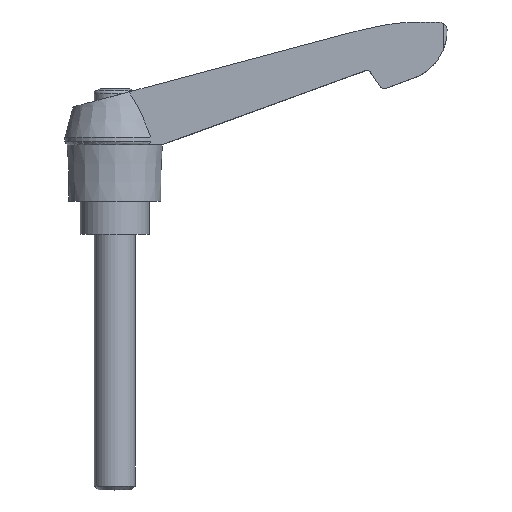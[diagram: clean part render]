
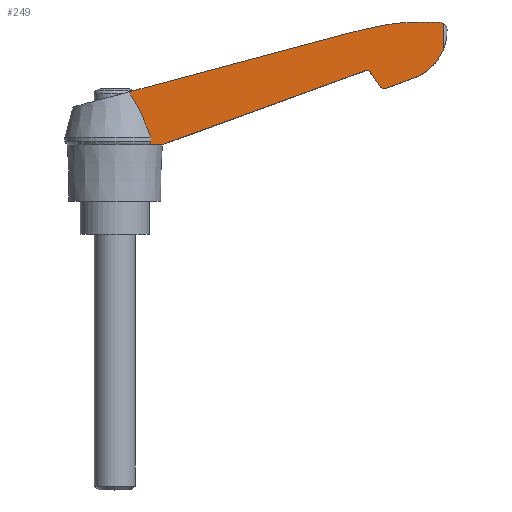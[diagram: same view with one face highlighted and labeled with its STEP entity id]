
A CAD part, top view. The second image highlights one B-rep face of the part: STEP entity #249.
In plain terms, the highlighted planar face has unit normal (0.034, 0, 0.999).
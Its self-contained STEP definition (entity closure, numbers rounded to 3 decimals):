
#249 = ADVANCED_FACE( '', ( #513 ), #514, .F. );
#513 = FACE_OUTER_BOUND( '', #779, .T. );
#514 = PLANE( '', #780 );
#779 = EDGE_LOOP( '', ( #1466, #1467, #1468, #1469, #1470, #1471, #1472, #1473, #1474, #1475, #1476, #1477, #1478, #1479, #1480, #1481 ) );
#780 = AXIS2_PLACEMENT_3D( '', #1482, #1483, #1484 );
#1466 = ORIENTED_EDGE( '', *, *, #1804, .F. );
#1467 = ORIENTED_EDGE( '', *, *, #1652, .T. );
#1468 = ORIENTED_EDGE( '', *, *, #1821, .F. );
#1469 = ORIENTED_EDGE( '', *, *, #1683, .F. );
#1470 = ORIENTED_EDGE( '', *, *, #1644, .T. );
#1471 = ORIENTED_EDGE( '', *, *, #1794, .F. );
#1472 = ORIENTED_EDGE( '', *, *, #1796, .F. );
#1473 = ORIENTED_EDGE( '', *, *, #1668, .F. );
#1474 = ORIENTED_EDGE( '', *, *, #1834, .F. );
#1475 = ORIENTED_EDGE( '', *, *, #1690, .F. );
#1476 = ORIENTED_EDGE( '', *, *, #1826, .F. );
#1477 = ORIENTED_EDGE( '', *, *, #1687, .F. );
#1478 = ORIENTED_EDGE( '', *, *, #1729, .F. );
#1479 = ORIENTED_EDGE( '', *, *, #1865, .F. );
#1480 = ORIENTED_EDGE( '', *, *, #1705, .F. );
#1481 = ORIENTED_EDGE( '', *, *, #1819, .F. );
#1482 = CARTESIAN_POINT( '', ( 0., 46.5, 6.943 ) );
#1483 = DIRECTION( '', ( -0.034, 0., -0.999 ) );
#1484 = DIRECTION( '', ( -0.999, 0., 0.034 ) );
#1644 = EDGE_CURVE( '', #1997, #1995, #1998, .T. );
#1652 = EDGE_CURVE( '', #2010, #2011, #2012, .T. );
#1668 = EDGE_CURVE( '', #2036, #2038, #2039, .T. );
#1683 = EDGE_CURVE( '', #1997, #2059, #2062, .T. );
#1687 = EDGE_CURVE( '', #2066, #2064, #2068, .T. );
#1690 = EDGE_CURVE( '', #2070, #2073, #2074, .T. );
#1705 = EDGE_CURVE( '', #2097, #2098, #2099, .T. );
#1729 = EDGE_CURVE( '', #2130, #2066, #2132, .T. );
#1794 = EDGE_CURVE( '', #2224, #1995, #2226, .T. );
#1796 = EDGE_CURVE( '', #2038, #2224, #2228, .T. );
#1804 = EDGE_CURVE( '', #2010, #2236, #2237, .T. );
#1819 = EDGE_CURVE( '', #2236, #2097, #2254, .T. );
#1821 = EDGE_CURVE( '', #2059, #2011, #2256, .T. );
#1826 = EDGE_CURVE( '', #2064, #2070, #2261, .T. );
#1834 = EDGE_CURVE( '', #2073, #2036, #2273, .T. );
#1865 = EDGE_CURVE( '', #2098, #2130, #2309, .T. );
#1995 = VERTEX_POINT( '', #2491 );
#1997 = VERTEX_POINT( '', #2494 );
#1998 = ELLIPSE( '', #2495, 0.7, 0.7 );
#2010 = VERTEX_POINT( '', #2512 );
#2011 = VERTEX_POINT( '', #2513 );
#2012 = B_SPLINE_CURVE_WITH_KNOTS( '', 3, ( #2514, #2515, #2516, #2517, #2518, #2519 ), .UNSPECIFIED., .F., .F., ( 4, 2, 4 ), ( 0., 0.001, 0.001 ), .UNSPECIFIED. );
#2036 = VERTEX_POINT( '', #2552 );
#2038 = VERTEX_POINT( '', #2555 );
#2039 = LINE( '', #2556, #2557 );
#2059 = VERTEX_POINT( '', #2584 );
#2062 = LINE( '', #2589, #2590 );
#2064 = VERTEX_POINT( '', #2592 );
#2066 = VERTEX_POINT( '', #2595 );
#2068 = ELLIPSE( '', #2598, 35.02, 35. );
#2070 = VERTEX_POINT( '', #2600 );
#2073 = VERTEX_POINT( '', #2612 );
#2074 = LINE( '', #2613, #2614 );
#2097 = VERTEX_POINT( '', #2663 );
#2098 = VERTEX_POINT( '', #2664 );
#2099 = LINE( '', #2665, #2666 );
#2130 = VERTEX_POINT( '', #2726 );
#2132 = ELLIPSE( '', #2729, 35.02, 35. );
#2224 = VERTEX_POINT( '', #2880 );
#2226 = LINE( '', #2883, #2884 );
#2228 = ELLIPSE( '', #2886, 1.001, 1. );
#2236 = VERTEX_POINT( '', #2897 );
#2237 = LINE( '', #2898, #2899 );
#2254 = B_SPLINE_CURVE_WITH_KNOTS( '', 3, ( #2919, #2920, #2921, #2922, #2923, #2924, #2925, #2926, #2927, #2928, #2929, #2930 ), .UNSPECIFIED., .F., .F., ( 4, 2, 2, 2, 2, 4 ), ( 0., 0.002, 0.005, 0.007, 0.009, 0.01 ), .UNSPECIFIED. );
#2256 = LINE( '', #2932, #2933 );
#2261 = ELLIPSE( '', #2939, 1.601, 1.6 );
#2273 = ELLIPSE( '', #2971, 10.006, 10. );
#2309 = ELLIPSE( '', #3020, 141.08, 141. );
#2491 = CARTESIAN_POINT( '', ( 49.953, 31.781, 5.258 ) );
#2494 = CARTESIAN_POINT( '', ( 49.14, 32.037, 5.285 ) );
#2495 = AXIS2_PLACEMENT_3D( '', #3131, #3132, #3133 );
#2512 = CARTESIAN_POINT( '', ( 7.079, 18.24, 6.704 ) );
#2513 = CARTESIAN_POINT( '', ( 6.456, 17.5, 6.725 ) );
#2514 = CARTESIAN_POINT( '', ( 7.079, 18.24, 6.704 ) );
#2515 = CARTESIAN_POINT( '', ( 7.06, 18.071, 6.705 ) );
#2516 = CARTESIAN_POINT( '', ( 6.979, 17.916, 6.707 ) );
#2517 = CARTESIAN_POINT( '', ( 6.752, 17.666, 6.715 ) );
#2518 = CARTESIAN_POINT( '', ( 6.61, 17.571, 6.72 ) );
#2519 = CARTESIAN_POINT( '', ( 6.456, 17.5, 6.725 ) );
#2552 = CARTESIAN_POINT( '', ( 57.9, 30.347, 4.99 ) );
#2555 = CARTESIAN_POINT( '', ( 53.088, 28.596, 5.152 ) );
#2556 = CARTESIAN_POINT( '', ( 52.951, 28.546, 5.156 ) );
#2557 = VECTOR( '', #3155, 1000. );
#2584 = CARTESIAN_POINT( '', ( 9.2, 17.5, 6.633 ) );
#2589 = CARTESIAN_POINT( '', ( 9.107, 17.466, 6.636 ) );
#2590 = VECTOR( '', #3177, 1000. );
#2592 = CARTESIAN_POINT( '', ( 63.6, 41.487, 4.797 ) );
#2595 = CARTESIAN_POINT( '', ( 59.7, 41.5, 4.929 ) );
#2598 = AXIS2_PLACEMENT_3D( '', #3180, #3181, #3182 );
#2600 = CARTESIAN_POINT( '', ( 64.324, 41.207, 4.773 ) );
#2612 = CARTESIAN_POINT( '', ( 64.324, 36.302, 4.773 ) );
#2613 = CARTESIAN_POINT( '', ( 64.324, 46.5, 4.773 ) );
#2614 = VECTOR( '', #3183, 1000. );
#2663 = CARTESIAN_POINT( '', ( 2.77, 27.859, 6.849 ) );
#2664 = CARTESIAN_POINT( '', ( 43.4, 38.746, 5.479 ) );
#2665 = CARTESIAN_POINT( '', ( 43.266, 38.71, 5.483 ) );
#2666 = VECTOR( '', #3205, 1000. );
#2726 = CARTESIAN_POINT( '', ( 53., 41., 5.155 ) );
#2729 = AXIS2_PLACEMENT_3D( '', #3230, #3231, #3232 );
#2880 = CARTESIAN_POINT( '', ( 51.927, 28.962, 5.191 ) );
#2883 = CARTESIAN_POINT( '', ( 49.903, 31.852, 5.259 ) );
#2884 = VECTOR( '', #3324, 1000. );
#2886 = AXIS2_PLACEMENT_3D( '', #3325, #3326, #3327 );
#2897 = CARTESIAN_POINT( '', ( 7.079, 19., 6.704 ) );
#2898 = CARTESIAN_POINT( '', ( 7.079, 55.578, 6.704 ) );
#2899 = VECTOR( '', #3331, 1000. );
#2919 = CARTESIAN_POINT( '', ( 7.079, 19., 6.704 ) );
#2920 = CARTESIAN_POINT( '', ( 6.787, 19.77, 6.714 ) );
#2921 = CARTESIAN_POINT( '', ( 6.487, 20.537, 6.724 ) );
#2922 = CARTESIAN_POINT( '', ( 5.863, 22.061, 6.745 ) );
#2923 = CARTESIAN_POINT( '', ( 5.539, 22.819, 6.756 ) );
#2924 = CARTESIAN_POINT( '', ( 4.854, 24.317, 6.779 ) );
#2925 = CARTESIAN_POINT( '', ( 4.492, 25.057, 6.791 ) );
#2926 = CARTESIAN_POINT( '', ( 3.899, 26.141, 6.811 ) );
#2927 = CARTESIAN_POINT( '', ( 3.693, 26.497, 6.818 ) );
#2928 = CARTESIAN_POINT( '', ( 3.254, 27.194, 6.833 ) );
#2929 = CARTESIAN_POINT( '', ( 3.022, 27.535, 6.841 ) );
#2930 = CARTESIAN_POINT( '', ( 2.77, 27.859, 6.849 ) );
#2932 = CARTESIAN_POINT( '', ( -0.095, 17.5, 6.946 ) );
#2933 = VECTOR( '', #3347, 1000. );
#2939 = AXIS2_PLACEMENT_3D( '', #3349, #3350, #3351 );
#2971 = AXIS2_PLACEMENT_3D( '', #3360, #3361, #3362 );
#3020 = AXIS2_PLACEMENT_3D( '', #3385, #3386, #3387 );
#3131 = CARTESIAN_POINT( '', ( 49.38, 31.379, 5.277 ) );
#3132 = DIRECTION( '', ( -0.034, 0., -0.999 ) );
#3133 = DIRECTION( '', ( 0.999, 0., -0.034 ) );
#3155 = DIRECTION( '', ( -0.939, -0.342, 0.032 ) );
#3177 = DIRECTION( '', ( -0.939, -0.342, 0.032 ) );
#3180 = CARTESIAN_POINT( '', ( 61.538, 6.548, 4.867 ) );
#3181 = DIRECTION( '', ( -0.034, 0., -0.999 ) );
#3182 = DIRECTION( '', ( 0.999, 0., -0.034 ) );
#3183 = DIRECTION( '', ( 0., -1., 0. ) );
#3205 = DIRECTION( '', ( 0.965, 0.259, -0.033 ) );
#3230 = CARTESIAN_POINT( '', ( 58.943, 6.508, 4.954 ) );
#3231 = DIRECTION( '', ( -0.034, 0., -0.999 ) );
#3232 = DIRECTION( '', ( 0.999, 0., -0.034 ) );
#3324 = DIRECTION( '', ( -0.573, 0.819, 0.019 ) );
#3325 = CARTESIAN_POINT( '', ( 52.746, 29.535, 5.163 ) );
#3326 = DIRECTION( '', ( -0.034, 0., -0.999 ) );
#3327 = DIRECTION( '', ( 0.999, 0., -0.034 ) );
#3331 = DIRECTION( '', ( 0., 1., 0. ) );
#3347 = DIRECTION( '', ( -0.999, 0., 0.034 ) );
#3349 = CARTESIAN_POINT( '', ( 63.4, 39.9, 4.804 ) );
#3350 = DIRECTION( '', ( -0.034, 0., -0.999 ) );
#3351 = DIRECTION( '', ( 0.999, 0., -0.034 ) );
#3360 = CARTESIAN_POINT( '', ( 55., 39.917, 5.087 ) );
#3361 = DIRECTION( '', ( -0.034, 0., -0.999 ) );
#3362 = DIRECTION( '', ( 0.999, 0., -0.034 ) );
#3385 = CARTESIAN_POINT( '', ( 80.407, -97.311, 4.23 ) );
#3386 = DIRECTION( '', ( -0.034, 0., -0.999 ) );
#3387 = DIRECTION( '', ( 0.999, 0., -0.034 ) );
